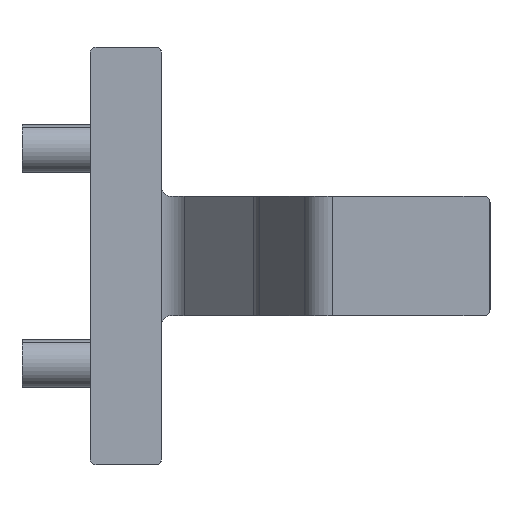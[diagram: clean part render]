
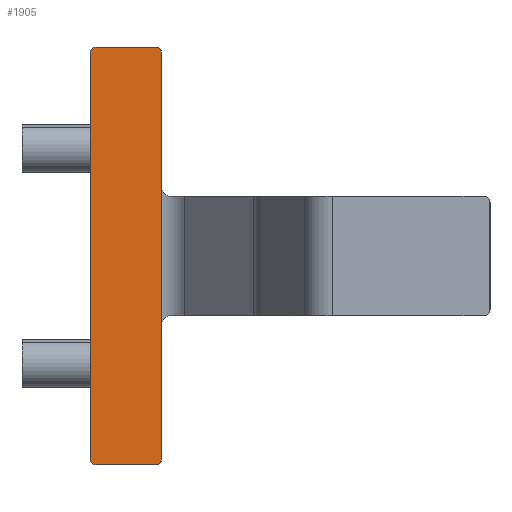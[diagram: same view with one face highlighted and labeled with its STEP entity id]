
A CAD part, left-side view. The second image highlights one B-rep face of the part: STEP entity #1905.
In plain terms, the highlighted planar face has unit normal (-1, 0, 0).
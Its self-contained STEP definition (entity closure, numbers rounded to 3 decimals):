
#1621=CARTESIAN_POINT('Vertex',(-358.,-1.,37.)) ;
#1635=CARTESIAN_POINT('Vertex',(-358.,-2.,38.)) ;
#1638=CARTESIAN_POINT('Axis2P3D Location',(-358.,-1.,38.)) ;
#1655=CARTESIAN_POINT('Line Origine',(-358.,4.,37.)) ;
#1659=CARTESIAN_POINT('Vertex',(-358.,9.,37.)) ;
#1785=CARTESIAN_POINT('Vertex',(-358.,-2.,60.5)) ;
#1788=CARTESIAN_POINT('Line Origine',(-358.,-2.,49.25)) ;
#1841=CARTESIAN_POINT('Axis2P3D Location',(-358.,-2.,107.)) ;
#1846=CARTESIAN_POINT('Axis2P3D Location',(-358.,-1.,106.)) ;
#1850=CARTESIAN_POINT('Vertex',(-358.,-2.,106.)) ;
#1852=CARTESIAN_POINT('Vertex',(-358.,-1.,107.)) ;
#1855=CARTESIAN_POINT('Line Origine',(-358.,4.,107.)) ;
#1859=CARTESIAN_POINT('Vertex',(-358.,9.,107.)) ;
#1862=CARTESIAN_POINT('Axis2P3D Location',(-358.,9.,106.)) ;
#1866=CARTESIAN_POINT('Vertex',(-358.,10.,106.)) ;
#1869=CARTESIAN_POINT('Line Origine',(-358.,10.,72.)) ;
#1873=CARTESIAN_POINT('Vertex',(-358.,10.,38.)) ;
#1876=CARTESIAN_POINT('Axis2P3D Location',(-358.,9.,38.)) ;
#1881=CARTESIAN_POINT('Line Origine',(-358.,-2.,72.)) ;
#1885=CARTESIAN_POINT('Vertex',(-358.,-2.,83.5)) ;
#1888=CARTESIAN_POINT('Line Origine',(-358.,-2.,94.75)) ;
#1639=DIRECTION('Axis2P3D Direction',(-1.,0.,0.)) ;
#1656=DIRECTION('Vector Direction',(0.,1.,0.)) ;
#1789=DIRECTION('Vector Direction',(0.,0.,1.)) ;
#1842=DIRECTION('Axis2P3D Direction',(-1.,0.,0.)) ;
#1843=DIRECTION('Axis2P3D XDirection',(0.,1.,0.)) ;
#1847=DIRECTION('Axis2P3D Direction',(-1.,0.,0.)) ;
#1856=DIRECTION('Vector Direction',(0.,1.,0.)) ;
#1863=DIRECTION('Axis2P3D Direction',(-1.,0.,0.)) ;
#1870=DIRECTION('Vector Direction',(0.,0.,-1.)) ;
#1877=DIRECTION('Axis2P3D Direction',(-1.,0.,0.)) ;
#1882=DIRECTION('Vector Direction',(0.,0.,-1.)) ;
#1889=DIRECTION('Vector Direction',(0.,0.,-1.)) ;
#1640=AXIS2_PLACEMENT_3D('Circle Axis2P3D',#1638,#1639,$) ;
#1844=AXIS2_PLACEMENT_3D('Plane Axis2P3D',#1841,#1842,#1843) ;
#1848=AXIS2_PLACEMENT_3D('Circle Axis2P3D',#1846,#1847,$) ;
#1864=AXIS2_PLACEMENT_3D('Circle Axis2P3D',#1862,#1863,$) ;
#1878=AXIS2_PLACEMENT_3D('Circle Axis2P3D',#1876,#1877,$) ;
#1894=ORIENTED_EDGE('',*,*,#1854,.T.) ;
#1895=ORIENTED_EDGE('',*,*,#1861,.T.) ;
#1896=ORIENTED_EDGE('',*,*,#1868,.T.) ;
#1897=ORIENTED_EDGE('',*,*,#1875,.T.) ;
#1898=ORIENTED_EDGE('',*,*,#1880,.T.) ;
#1899=ORIENTED_EDGE('',*,*,#1661,.F.) ;
#1900=ORIENTED_EDGE('',*,*,#1642,.T.) ;
#1901=ORIENTED_EDGE('',*,*,#1792,.F.) ;
#1902=ORIENTED_EDGE('',*,*,#1887,.F.) ;
#1903=ORIENTED_EDGE('',*,*,#1892,.F.) ;
#1657=VECTOR('Line Direction',#1656,1.) ;
#1790=VECTOR('Line Direction',#1789,1.) ;
#1857=VECTOR('Line Direction',#1856,1.) ;
#1871=VECTOR('Line Direction',#1870,1.) ;
#1883=VECTOR('Line Direction',#1882,1.) ;
#1890=VECTOR('Line Direction',#1889,1.) ;
#1905=ADVANCED_FACE('Body.2',(#1904),#1845,.T.) ;
#1641=CIRCLE('generated circle',#1640,1.) ;
#1849=CIRCLE('generated circle',#1848,1.) ;
#1865=CIRCLE('generated circle',#1864,1.) ;
#1879=CIRCLE('generated circle',#1878,1.) ;
#1642=EDGE_CURVE('',#1622,#1636,#1641,.T.) ;
#1661=EDGE_CURVE('',#1622,#1660,#1658,.T.) ;
#1792=EDGE_CURVE('',#1786,#1636,#1791,.F.) ;
#1854=EDGE_CURVE('',#1851,#1853,#1849,.T.) ;
#1861=EDGE_CURVE('',#1853,#1860,#1858,.T.) ;
#1868=EDGE_CURVE('',#1860,#1867,#1865,.T.) ;
#1875=EDGE_CURVE('',#1867,#1874,#1872,.T.) ;
#1880=EDGE_CURVE('',#1874,#1660,#1879,.T.) ;
#1887=EDGE_CURVE('',#1886,#1786,#1884,.T.) ;
#1892=EDGE_CURVE('',#1851,#1886,#1891,.T.) ;
#1893=EDGE_LOOP('',(#1894,#1895,#1896,#1897,#1898,#1899,#1900,#1901,#1902,#1903)) ;
#1904=FACE_OUTER_BOUND('',#1893,.T.) ;
#1658=LINE('Line',#1655,#1657) ;
#1791=LINE('Line',#1788,#1790) ;
#1858=LINE('Line',#1855,#1857) ;
#1872=LINE('Line',#1869,#1871) ;
#1884=LINE('Line',#1881,#1883) ;
#1891=LINE('Line',#1888,#1890) ;
#1845=PLANE('',#1844) ;
#1622=VERTEX_POINT('',#1621) ;
#1636=VERTEX_POINT('',#1635) ;
#1660=VERTEX_POINT('',#1659) ;
#1786=VERTEX_POINT('',#1785) ;
#1851=VERTEX_POINT('',#1850) ;
#1853=VERTEX_POINT('',#1852) ;
#1860=VERTEX_POINT('',#1859) ;
#1867=VERTEX_POINT('',#1866) ;
#1874=VERTEX_POINT('',#1873) ;
#1886=VERTEX_POINT('',#1885) ;
